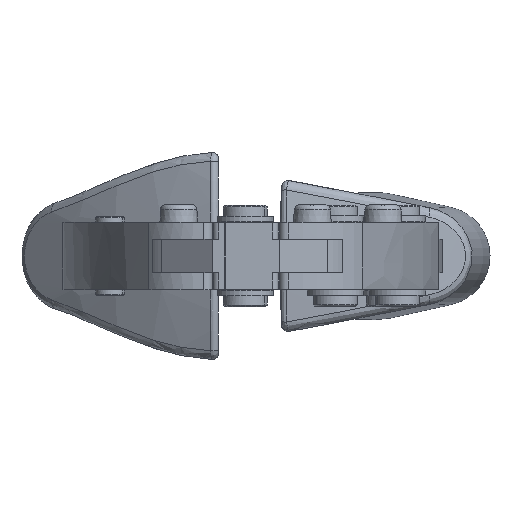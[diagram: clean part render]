
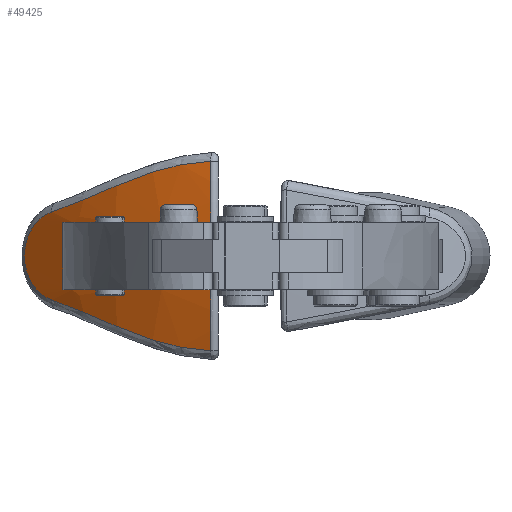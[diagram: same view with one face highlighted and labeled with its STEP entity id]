
A CAD part, left-side view. The second image highlights one B-rep face of the part: STEP entity #49425.
In plain terms, the highlighted spherical face has radius 86.8 mm.
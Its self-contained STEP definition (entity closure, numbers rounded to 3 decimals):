
#4851=AXIS2_PLACEMENT_3D('Circle Axis2P3D',#4849,#4850,$) ;
#10756=AXIS2_PLACEMENT_3D('Circle Axis2P3D',#10754,#10755,$) ;
#49412=AXIS2_PLACEMENT_3D('Sphere Axis2P3D',#49409,#49410,#49411) ;
#320=CARTESIAN_POINT('Vertex',(84.835,75.415,24.784)) ;
#429=CARTESIAN_POINT('Vertex',(69.491,50.381,24.784)) ;
#433=CARTESIAN_POINT('Control Point',(69.491,50.381,24.784)) ;
#434=CARTESIAN_POINT('Control Point',(71.677,55.862,24.784)) ;
#435=CARTESIAN_POINT('Control Point',(74.33,61.158,24.784)) ;
#436=CARTESIAN_POINT('Control Point',(77.429,66.214,24.784)) ;
#437=CARTESIAN_POINT('Control Point',(80.944,70.981,24.784)) ;
#438=CARTESIAN_POINT('Control Point',(84.835,75.415,24.784)) ;
#4512=CARTESIAN_POINT('Vertex',(84.835,75.415,12.584)) ;
#4521=CARTESIAN_POINT('Control Point',(84.835,75.415,24.784)) ;
#4522=CARTESIAN_POINT('Control Point',(84.505,75.473,20.727)) ;
#4523=CARTESIAN_POINT('Control Point',(84.505,75.473,16.642)) ;
#4524=CARTESIAN_POINT('Control Point',(84.835,75.415,12.584)) ;
#4846=CARTESIAN_POINT('Vertex',(71.1,50.402,35.777)) ;
#4849=CARTESIAN_POINT('Axis2P3D Location',(149.477,51.442,18.684)) ;
#7876=CARTESIAN_POINT('Control Point',(69.491,50.381,12.584)) ;
#7877=CARTESIAN_POINT('Control Point',(71.677,55.862,12.584)) ;
#7878=CARTESIAN_POINT('Control Point',(74.33,61.158,12.584)) ;
#7879=CARTESIAN_POINT('Control Point',(77.429,66.214,12.584)) ;
#7880=CARTESIAN_POINT('Control Point',(80.944,70.981,12.584)) ;
#7881=CARTESIAN_POINT('Control Point',(84.835,75.415,12.584)) ;
#7882=CARTESIAN_POINT('Vertex',(69.491,50.381,12.584)) ;
#10742=CARTESIAN_POINT('Vertex',(71.1,50.402,1.592)) ;
#10754=CARTESIAN_POINT('Axis2P3D Location',(149.477,51.442,18.684)) ;
#36238=CARTESIAN_POINT('Control Point',(71.1,50.402,1.592)) ;
#36239=CARTESIAN_POINT('Control Point',(72.393,53.63,1.692)) ;
#36240=CARTESIAN_POINT('Control Point',(73.758,56.783,2.204)) ;
#36241=CARTESIAN_POINT('Control Point',(75.182,59.815,3.067)) ;
#36242=CARTESIAN_POINT('Control Point',(78.264,65.727,5.189)) ;
#36243=CARTESIAN_POINT('Control Point',(81.874,71.233,7.632)) ;
#36244=CARTESIAN_POINT('Control Point',(83.871,73.932,8.83)) ;
#36245=CARTESIAN_POINT('Control Point',(86.068,76.561,9.906)) ;
#36246=CARTESIAN_POINT('Control Point',(88.477,79.106,10.756)) ;
#36247=CARTESIAN_POINT('Vertex',(88.477,79.106,10.756)) ;
#36409=CARTESIAN_POINT('Vertex',(88.477,79.106,26.613)) ;
#36413=CARTESIAN_POINT('Control Point',(88.477,79.106,10.756)) ;
#36414=CARTESIAN_POINT('Control Point',(89.245,79.917,11.02)) ;
#36415=CARTESIAN_POINT('Control Point',(89.98,80.688,11.448)) ;
#36416=CARTESIAN_POINT('Control Point',(90.649,81.385,12.02)) ;
#36417=CARTESIAN_POINT('Control Point',(91.783,82.561,13.338)) ;
#36418=CARTESIAN_POINT('Control Point',(92.558,83.358,14.947)) ;
#36419=CARTESIAN_POINT('Control Point',(92.844,83.65,15.776)) ;
#36420=CARTESIAN_POINT('Control Point',(93.091,83.902,16.863)) ;
#36421=CARTESIAN_POINT('Control Point',(93.187,84.,17.97)) ;
#36422=CARTESIAN_POINT('Control Point',(93.201,84.014,18.208)) ;
#36423=CARTESIAN_POINT('Control Point',(93.208,84.021,18.446)) ;
#36424=CARTESIAN_POINT('Control Point',(93.208,84.021,18.684)) ;
#36425=CARTESIAN_POINT('Vertex',(93.208,84.021,18.684)) ;
#36429=CARTESIAN_POINT('Control Point',(93.208,84.021,18.684)) ;
#36430=CARTESIAN_POINT('Control Point',(93.208,84.021,19.32)) ;
#36431=CARTESIAN_POINT('Control Point',(93.159,83.971,19.955)) ;
#36432=CARTESIAN_POINT('Control Point',(93.061,83.871,20.585)) ;
#36433=CARTESIAN_POINT('Control Point',(92.59,83.391,22.562)) ;
#36434=CARTESIAN_POINT('Control Point',(91.625,82.4,24.354)) ;
#36435=CARTESIAN_POINT('Control Point',(90.734,81.478,25.432)) ;
#36436=CARTESIAN_POINT('Control Point',(89.643,80.336,26.212)) ;
#36437=CARTESIAN_POINT('Control Point',(88.477,79.106,26.613)) ;
#36532=CARTESIAN_POINT('Control Point',(71.1,50.402,35.777)) ;
#36533=CARTESIAN_POINT('Control Point',(72.368,53.567,35.679)) ;
#36534=CARTESIAN_POINT('Control Point',(73.704,56.658,35.185)) ;
#36535=CARTESIAN_POINT('Control Point',(75.098,59.635,34.353)) ;
#36536=CARTESIAN_POINT('Control Point',(78.168,65.561,32.254)) ;
#36537=CARTESIAN_POINT('Control Point',(81.758,71.077,29.806)) ;
#36538=CARTESIAN_POINT('Control Point',(83.785,73.83,28.581)) ;
#36539=CARTESIAN_POINT('Control Point',(86.021,76.512,27.479)) ;
#36540=CARTESIAN_POINT('Control Point',(88.477,79.106,26.613)) ;
#49409=CARTESIAN_POINT('Axis2P3D Location',(149.917,18.307,18.684)) ;
#4850=DIRECTION('Axis2P3D Direction',(-0.013,1.,0.)) ;
#10755=DIRECTION('Axis2P3D Direction',(-0.013,1.,0.)) ;
#49410=DIRECTION('Axis2P3D Direction',(0.,-1.,0.)) ;
#49411=DIRECTION('Axis2P3D XDirection',(-0.94,0.,0.342)) ;
#49415=ORIENTED_EDGE('',*,*,#4853,.T.) ;
#49416=ORIENTED_EDGE('',*,*,#36541,.T.) ;
#49417=ORIENTED_EDGE('',*,*,#36438,.T.) ;
#49418=ORIENTED_EDGE('',*,*,#36427,.T.) ;
#49419=ORIENTED_EDGE('',*,*,#36249,.T.) ;
#49420=ORIENTED_EDGE('',*,*,#10758,.T.) ;
#49421=ORIENTED_EDGE('',*,*,#7884,.T.) ;
#49422=ORIENTED_EDGE('',*,*,#4525,.F.) ;
#49423=ORIENTED_EDGE('',*,*,#439,.F.) ;
#49425=ADVANCED_FACE('Hauptk\X2\00F6\X0\rper',(#49424),#49413,.T.) ;
#432=B_SPLINE_CURVE_WITH_KNOTS('',5,(#433,#434,#435,#436,#437,#438),.UNSPECIFIED.,.F.,.U.,(6,6),(0.,41.745),.UNSPECIFIED.) ;
#4520=B_SPLINE_CURVE_WITH_KNOTS('',3,(#4521,#4522,#4523,#4524),.UNSPECIFIED.,.F.,.U.,(4,4),(0.,17.282),.UNSPECIFIED.) ;
#7875=B_SPLINE_CURVE_WITH_KNOTS('',5,(#7876,#7877,#7878,#7879,#7880,#7881),.UNSPECIFIED.,.F.,.U.,(6,6),(0.,41.745),.UNSPECIFIED.) ;
#36237=B_SPLINE_CURVE_WITH_KNOTS('',5,(#36238,#36239,#36240,#36241,#36242,#36243,#36244,#36245,#36246),.UNSPECIFIED.,.F.,.U.,(6,3,6),(12.602,29.919,47.669),.UNSPECIFIED.) ;
#36412=B_SPLINE_CURVE_WITH_KNOTS('',5,(#36413,#36414,#36415,#36416,#36417,#36418,#36419,#36420,#36421,#36422,#36423,#36424),.UNSPECIFIED.,.F.,.U.,(6,3,3,6),(25.579,31.479,37.085,38.616),.UNSPECIFIED.) ;
#36428=B_SPLINE_CURVE_WITH_KNOTS('',5,(#36429,#36430,#36431,#36432,#36433,#36434,#36435,#36436,#36437),.UNSPECIFIED.,.F.,.U.,(6,3,6),(38.616,42.7,51.655),.UNSPECIFIED.) ;
#36531=B_SPLINE_CURVE_WITH_KNOTS('',5,(#36532,#36533,#36534,#36535,#36536,#36537,#36538,#36539,#36540),.UNSPECIFIED.,.F.,.U.,(6,3,6),(12.602,29.576,47.668),.UNSPECIFIED.) ;
#4852=CIRCLE('generated circle',#4851,80.225) ;
#10757=CIRCLE('generated circle',#10756,80.225) ;
#439=EDGE_CURVE('',#430,#321,#432,.T.) ;
#4525=EDGE_CURVE('',#321,#4513,#4520,.T.) ;
#4853=EDGE_CURVE('',#430,#4847,#4852,.T.) ;
#7884=EDGE_CURVE('',#7883,#4513,#7875,.T.) ;
#10758=EDGE_CURVE('',#10743,#7883,#10757,.T.) ;
#36249=EDGE_CURVE('',#36248,#10743,#36237,.F.) ;
#36427=EDGE_CURVE('',#36426,#36248,#36412,.F.) ;
#36438=EDGE_CURVE('',#36410,#36426,#36428,.F.) ;
#36541=EDGE_CURVE('',#4847,#36410,#36531,.T.) ;
#49414=EDGE_LOOP('',(#49415,#49416,#49417,#49418,#49419,#49420,#49421,#49422,#49423)) ;
#49424=FACE_OUTER_BOUND('',#49414,.T.) ;
#49413=SPHERICAL_SURFACE('',#49412,86.8) ;
#321=VERTEX_POINT('',#320) ;
#430=VERTEX_POINT('',#429) ;
#4513=VERTEX_POINT('',#4512) ;
#4847=VERTEX_POINT('',#4846) ;
#7883=VERTEX_POINT('',#7882) ;
#10743=VERTEX_POINT('',#10742) ;
#36248=VERTEX_POINT('',#36247) ;
#36410=VERTEX_POINT('',#36409) ;
#36426=VERTEX_POINT('',#36425) ;
